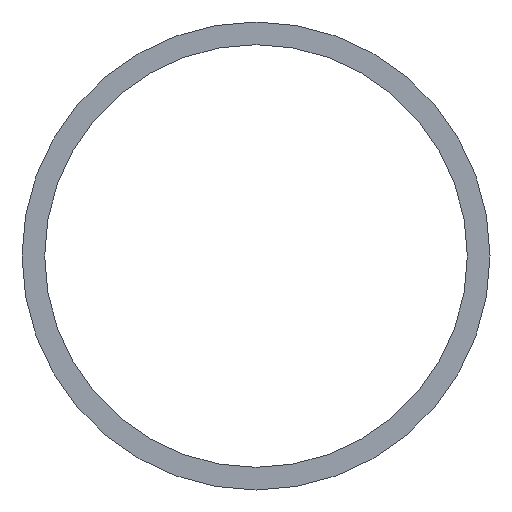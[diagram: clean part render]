
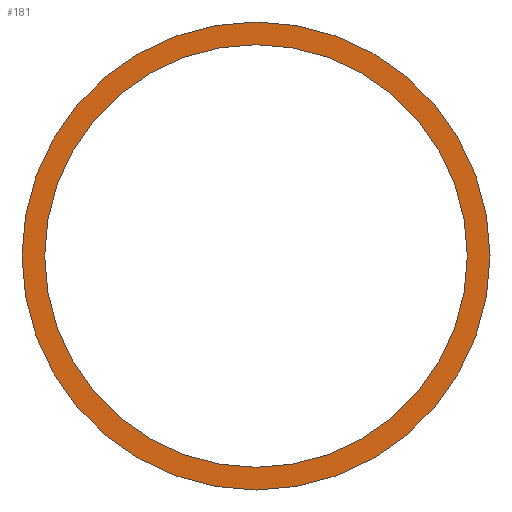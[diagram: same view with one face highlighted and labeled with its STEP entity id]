
A CAD part, left-side view. The second image highlights one B-rep face of the part: STEP entity #181.
In plain terms, the highlighted planar face has unit normal (-1, 0, 0).
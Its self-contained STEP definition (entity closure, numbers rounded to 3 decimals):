
#8 = AXIS2_PLACEMENT_3D ( 'NONE', #118, #72, #193 ) ;
#9 = CARTESIAN_POINT ( 'NONE',  ( -13., 0., -28. ) ) ;
#10 = AXIS2_PLACEMENT_3D ( 'NONE', #148, #228, #231 ) ;
#12 = DIRECTION ( 'NONE',  ( 1., 0., 0. ) ) ;
#15 = FACE_BOUND ( 'NONE', #240, .T. ) ;
#34 = CARTESIAN_POINT ( 'NONE',  ( -13., 0., 31. ) ) ;
#42 = CIRCLE ( 'NONE', #184, 28. ) ;
#49 = VERTEX_POINT ( 'NONE', #242 ) ;
#53 = DIRECTION ( 'NONE',  ( 0., 0., 1. ) ) ;
#56 = PLANE ( 'NONE',  #109 ) ;
#61 = CIRCLE ( 'NONE', #125, 31. ) ;
#72 = DIRECTION ( 'NONE',  ( 1., 0., 0. ) ) ;
#75 = EDGE_CURVE ( 'NONE', #201, #130, #61, .T. ) ;
#96 = EDGE_CURVE ( 'NONE', #167, #49, #128, .T. ) ;
#97 = DIRECTION ( 'NONE',  ( -1., 0., 0. ) ) ;
#109 = AXIS2_PLACEMENT_3D ( 'NONE', #203, #97, #53 ) ;
#114 = ORIENTED_EDGE ( 'NONE', *, *, #96, .T. ) ;
#118 = CARTESIAN_POINT ( 'NONE',  ( -13., 0., 0. ) ) ;
#119 = CARTESIAN_POINT ( 'NONE',  ( -13., 0., 0. ) ) ;
#125 = AXIS2_PLACEMENT_3D ( 'NONE', #192, #12, #207 ) ;
#126 = ORIENTED_EDGE ( 'NONE', *, *, #177, .F. ) ;
#128 = CIRCLE ( 'NONE', #10, 28. ) ;
#130 = VERTEX_POINT ( 'NONE', #34 ) ;
#131 = DIRECTION ( 'NONE',  ( 0., 0., -1. ) ) ;
#145 = FACE_OUTER_BOUND ( 'NONE', #222, .T. ) ;
#148 = CARTESIAN_POINT ( 'NONE',  ( -13., 0., 0. ) ) ;
#158 = ORIENTED_EDGE ( 'NONE', *, *, #162, .T. ) ;
#162 = EDGE_CURVE ( 'NONE', #49, #167, #42, .T. ) ;
#167 = VERTEX_POINT ( 'NONE', #9 ) ;
#177 = EDGE_CURVE ( 'NONE', #130, #201, #230, .T. ) ;
#181 = ADVANCED_FACE ( 'NONE', ( #15, #145 ), #56, .T. ) ;
#184 = AXIS2_PLACEMENT_3D ( 'NONE', #119, #225, #131 ) ;
#189 = ORIENTED_EDGE ( 'NONE', *, *, #75, .F. ) ;
#192 = CARTESIAN_POINT ( 'NONE',  ( -13., 0., 0. ) ) ;
#193 = DIRECTION ( 'NONE',  ( 0., 0., -1. ) ) ;
#201 = VERTEX_POINT ( 'NONE', #246 ) ;
#203 = CARTESIAN_POINT ( 'NONE',  ( -13., 28., 0. ) ) ;
#207 = DIRECTION ( 'NONE',  ( 0., 0., -1. ) ) ;
#222 = EDGE_LOOP ( 'NONE', ( #189, #126 ) ) ;
#225 = DIRECTION ( 'NONE',  ( 1., 0., 0. ) ) ;
#228 = DIRECTION ( 'NONE',  ( 1., 0., 0. ) ) ;
#230 = CIRCLE ( 'NONE', #8, 31. ) ;
#231 = DIRECTION ( 'NONE',  ( 0., 0., -1. ) ) ;
#240 = EDGE_LOOP ( 'NONE', ( #114, #158 ) ) ;
#242 = CARTESIAN_POINT ( 'NONE',  ( -13., 0., 28. ) ) ;
#246 = CARTESIAN_POINT ( 'NONE',  ( -13., 0., -31. ) ) ;
